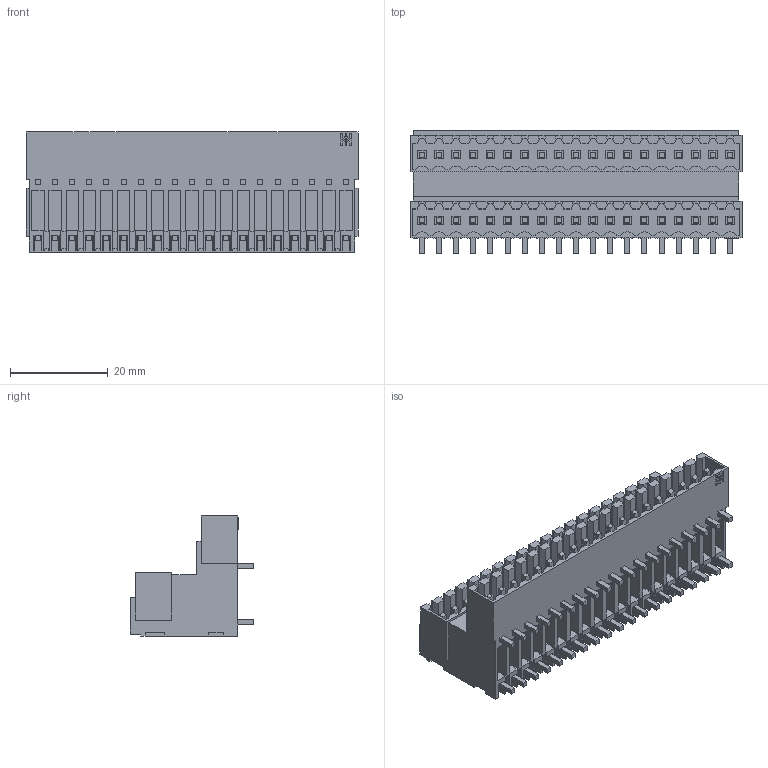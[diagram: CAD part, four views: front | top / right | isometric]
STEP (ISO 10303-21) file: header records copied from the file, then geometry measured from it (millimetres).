
FILE_DESCRIPTION(('CATIA V5 STEP Exchange','CAx-IF Rec.Pracs.--- Model Styling and Organization---1.2---2011-12-15'),'2;1');
FILE_NAME ('D1458725_0_1890660000_1890660000.stp','2016-09-26T13:11:46+00:00',('none'),('Weidmueller'),'CATIA Version 5-6 Release 2014','CATIA V5 STEP AP214','none');
FILE_SCHEMA(('AUTOMOTIVE_DESIGN { 1 0 10303 214 1 1 1 1 }'));
Products named in the file (1): 1890660000_S
Bounding box: 67.9 x 25.2 x 24.55 mm (x, y, z)
Volume: 15438.6 mm3; surface area: 19355.2 mm2
Topology: 39 solids, 39 shells, 2103 faces, 6104 edges, 4158 vertices
Faces by surface type: plane 1893, cylinder 190, extrusion 20
Entity records: 62433 total; most frequent: ORIENTED_EDGE 12208, CARTESIAN_POINT 11566, DIRECTION 7742, EDGE_CURVE 6104, VECTOR 5676, LINE 5656, VERTEX_POINT 4158, EDGE_LOOP 2258
